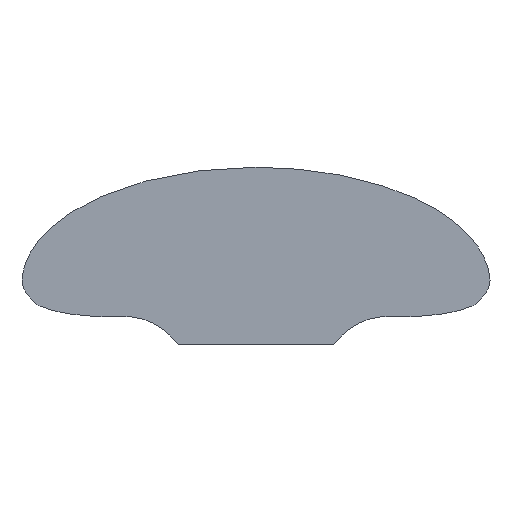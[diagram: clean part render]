
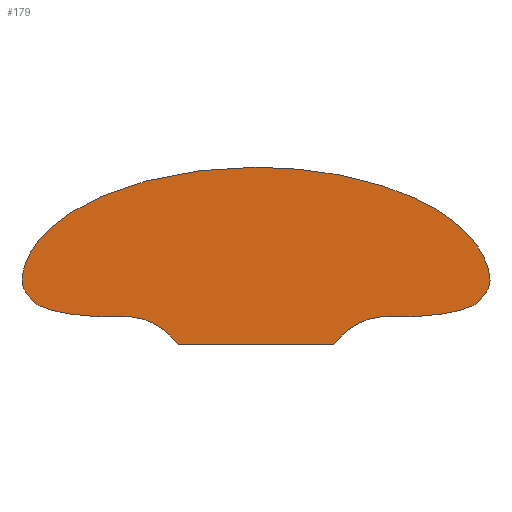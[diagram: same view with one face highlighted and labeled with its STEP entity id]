
A CAD part, front view. The second image highlights one B-rep face of the part: STEP entity #179.
In plain terms, the highlighted planar face has unit normal (0, -1, 0).
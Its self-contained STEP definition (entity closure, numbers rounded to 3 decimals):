
#68=PLANE('',#1725);
#150=ELLIPSE('',#1690,40.,20.);
#153=ELLIPSE('',#1693,40.,20.);
#179=ADVANCED_FACE('',(#322),#68,.T.);
#322=FACE_OUTER_BOUND('',#414,.T.);
#414=EDGE_LOOP('',(#712,#713,#714,#715,#716,#717,#718,#719,#720,#721,#722,
#723,#724,#725,#726,#727,#728));
#492=CIRCLE('',#1649,0.75);
#493=CIRCLE('',#1651,3.877);
#495=CIRCLE('',#1654,9.27);
#497=CIRCLE('',#1657,4.665);
#499=CIRCLE('',#1660,23.119);
#501=CIRCLE('',#1663,45.108);
#503=CIRCLE('',#1666,11.097);
#506=CIRCLE('',#1670,0.75);
#507=CIRCLE('',#1672,11.097);
#509=CIRCLE('',#1675,45.108);
#511=CIRCLE('',#1678,23.119);
#513=CIRCLE('',#1681,4.665);
#515=CIRCLE('',#1684,9.27);
#517=CIRCLE('',#1687,3.877);
#712=ORIENTED_EDGE('',*,*,#1269,.T.);
#713=ORIENTED_EDGE('',*,*,#1331,.F.);
#714=ORIENTED_EDGE('',*,*,#1247,.T.);
#715=ORIENTED_EDGE('',*,*,#1270,.T.);
#716=ORIENTED_EDGE('',*,*,#1273,.T.);
#717=ORIENTED_EDGE('',*,*,#1276,.T.);
#718=ORIENTED_EDGE('',*,*,#1279,.T.);
#719=ORIENTED_EDGE('',*,*,#1282,.T.);
#720=ORIENTED_EDGE('',*,*,#1285,.T.);
#721=ORIENTED_EDGE('',*,*,#1288,.T.);
#722=ORIENTED_EDGE('',*,*,#1291,.T.);
#723=ORIENTED_EDGE('',*,*,#1248,.T.);
#724=ORIENTED_EDGE('',*,*,#1252,.T.);
#725=ORIENTED_EDGE('',*,*,#1255,.T.);
#726=ORIENTED_EDGE('',*,*,#1258,.T.);
#727=ORIENTED_EDGE('',*,*,#1261,.T.);
#728=ORIENTED_EDGE('',*,*,#1264,.T.);
#1089=VERTEX_POINT('',#2301);
#1091=VERTEX_POINT('',#2305);
#1092=VERTEX_POINT('',#2309);
#1093=VERTEX_POINT('',#2310);
#1096=VERTEX_POINT('',#2318);
#1098=VERTEX_POINT('',#2324);
#1100=VERTEX_POINT('',#2330);
#1102=VERTEX_POINT('',#2336);
#1104=VERTEX_POINT('',#2342);
#1107=VERTEX_POINT('',#2350);
#1108=VERTEX_POINT('',#2354);
#1110=VERTEX_POINT('',#2360);
#1112=VERTEX_POINT('',#2366);
#1114=VERTEX_POINT('',#2372);
#1116=VERTEX_POINT('',#2378);
#1118=VERTEX_POINT('',#2384);
#1120=VERTEX_POINT('',#2390);
#1247=EDGE_CURVE('',#1089,#1091,#492,.T.);
#1248=EDGE_CURVE('',#1092,#1093,#493,.T.);
#1252=EDGE_CURVE('',#1093,#1096,#495,.T.);
#1255=EDGE_CURVE('',#1096,#1098,#497,.T.);
#1258=EDGE_CURVE('',#1098,#1100,#499,.T.);
#1261=EDGE_CURVE('',#1100,#1102,#501,.T.);
#1264=EDGE_CURVE('',#1102,#1104,#503,.T.);
#1269=EDGE_CURVE('',#1104,#1107,#506,.T.);
#1270=EDGE_CURVE('',#1091,#1108,#507,.T.);
#1273=EDGE_CURVE('',#1108,#1110,#509,.T.);
#1276=EDGE_CURVE('',#1110,#1112,#511,.T.);
#1279=EDGE_CURVE('',#1112,#1114,#513,.T.);
#1282=EDGE_CURVE('',#1114,#1116,#515,.T.);
#1285=EDGE_CURVE('',#1116,#1118,#517,.T.);
#1288=EDGE_CURVE('',#1118,#1120,#150,.T.);
#1291=EDGE_CURVE('',#1120,#1092,#153,.T.);
#1331=EDGE_CURVE('',#1089,#1107,#1514,.T.);
#1514=LINE('',#2518,#1591);
#1591=VECTOR('',#2018,1.);
#1649=AXIS2_PLACEMENT_3D('',#2306,#1843,#1844);
#1651=AXIS2_PLACEMENT_3D('',#2308,#1847,#1848);
#1654=AXIS2_PLACEMENT_3D('',#2317,#1855,#1856);
#1657=AXIS2_PLACEMENT_3D('',#2323,#1862,#1863);
#1660=AXIS2_PLACEMENT_3D('',#2329,#1869,#1870);
#1663=AXIS2_PLACEMENT_3D('',#2335,#1876,#1877);
#1666=AXIS2_PLACEMENT_3D('',#2341,#1883,#1884);
#1670=AXIS2_PLACEMENT_3D('',#2351,#1893,#1894);
#1672=AXIS2_PLACEMENT_3D('',#2353,#1897,#1898);
#1675=AXIS2_PLACEMENT_3D('',#2359,#1904,#1905);
#1678=AXIS2_PLACEMENT_3D('',#2365,#1911,#1912);
#1681=AXIS2_PLACEMENT_3D('',#2371,#1918,#1919);
#1684=AXIS2_PLACEMENT_3D('',#2377,#1925,#1926);
#1687=AXIS2_PLACEMENT_3D('',#2383,#1932,#1933);
#1690=AXIS2_PLACEMENT_3D('',#2389,#1939,#1940);
#1693=AXIS2_PLACEMENT_3D('',#2395,#1947,#1948);
#1725=AXIS2_PLACEMENT_3D('',#2519,#2019,#2020);
#1843=DIRECTION('',(0.,-1.,0.));
#1844=DIRECTION('',(0.,0.,-1.));
#1847=DIRECTION('',(0.,-1.,0.));
#1848=DIRECTION('',(0.,0.,-1.));
#1855=DIRECTION('',(0.,-1.,0.));
#1856=DIRECTION('',(0.,0.,-1.));
#1862=DIRECTION('',(0.,-1.,0.));
#1863=DIRECTION('',(0.,0.,-1.));
#1869=DIRECTION('',(0.,-1.,0.));
#1870=DIRECTION('',(0.,0.,-1.));
#1876=DIRECTION('',(0.,-1.,0.));
#1877=DIRECTION('',(0.,0.,-1.));
#1883=DIRECTION('',(0.,1.,0.));
#1884=DIRECTION('',(0.,0.,-1.));
#1893=DIRECTION('',(0.,-1.,0.));
#1894=DIRECTION('',(0.,0.,-1.));
#1897=DIRECTION('',(0.,1.,0.));
#1898=DIRECTION('',(0.,0.,-1.));
#1904=DIRECTION('',(0.,-1.,0.));
#1905=DIRECTION('',(0.,0.,-1.));
#1911=DIRECTION('',(0.,-1.,0.));
#1912=DIRECTION('',(0.,0.,-1.));
#1918=DIRECTION('',(0.,-1.,0.));
#1919=DIRECTION('',(0.,0.,-1.));
#1925=DIRECTION('',(0.,-1.,0.));
#1926=DIRECTION('',(0.,0.,-1.));
#1932=DIRECTION('',(0.,-1.,0.));
#1933=DIRECTION('',(0.,0.,-1.));
#1939=DIRECTION('',(0.,-1.,0.));
#1940=DIRECTION('',(-1.,0.,0.));
#1947=DIRECTION('',(0.,-1.,0.));
#1948=DIRECTION('',(1.,0.,0.));
#2018=DIRECTION('',(-1.,0.,0.));
#2019=DIRECTION('',(0.,-1.,0.));
#2020=DIRECTION('',(0.,0.,-1.));
#2301=CARTESIAN_POINT('',(12.896,-4.,-10.305));
#2305=CARTESIAN_POINT('',(13.5,-4.,-10.));
#2306=CARTESIAN_POINT('',(12.896,-4.,-9.555));
#2308=CARTESIAN_POINT('',(-36.07,-4.,0.803));
#2309=CARTESIAN_POINT('',(-39.915,-4.,1.306));
#2310=CARTESIAN_POINT('',(-39.54,-4.,-0.928));
#2317=CARTESIAN_POINT('',(-31.479,-4.,3.649));
#2318=CARTESIAN_POINT('',(-37.685,-4.,-3.237));
#2323=CARTESIAN_POINT('',(-34.971,-4.,0.558));
#2324=CARTESIAN_POINT('',(-36.781,-4.,-3.742));
#2329=CARTESIAN_POINT('',(-28.415,-4.,17.81));
#2330=CARTESIAN_POINT('',(-29.827,-4.,-5.265));
#2335=CARTESIAN_POINT('',(-24.842,-4.,39.566));
#2336=CARTESIAN_POINT('',(-22.919,-4.,-5.5));
#2341=CARTESIAN_POINT('',(-22.431,-4.,-16.586));
#2342=CARTESIAN_POINT('',(-13.5,-4.,-10.));
#2350=CARTESIAN_POINT('',(-12.896,-4.,-10.305));
#2351=CARTESIAN_POINT('',(-12.896,-4.,-9.555));
#2353=CARTESIAN_POINT('',(22.431,-4.,-16.586));
#2354=CARTESIAN_POINT('',(22.919,-4.,-5.5));
#2359=CARTESIAN_POINT('',(24.842,-4.,39.566));
#2360=CARTESIAN_POINT('',(29.827,-4.,-5.265));
#2365=CARTESIAN_POINT('',(28.415,-4.,17.81));
#2366=CARTESIAN_POINT('',(36.781,-4.,-3.742));
#2371=CARTESIAN_POINT('',(34.971,-4.,0.558));
#2372=CARTESIAN_POINT('',(37.685,-4.,-3.237));
#2377=CARTESIAN_POINT('',(31.479,-4.,3.649));
#2378=CARTESIAN_POINT('',(39.54,-4.,-0.928));
#2383=CARTESIAN_POINT('',(36.07,-4.,0.803));
#2384=CARTESIAN_POINT('',(39.915,-4.,1.306));
#2389=CARTESIAN_POINT('',(0.,-4.,0.));
#2390=CARTESIAN_POINT('',(0.,-4.,20.));
#2395=CARTESIAN_POINT('',(0.,-4.,0.));
#2518=CARTESIAN_POINT('',(12.896,-4.,-10.305));
#2519=CARTESIAN_POINT('',(0.,-4.,4.848));
